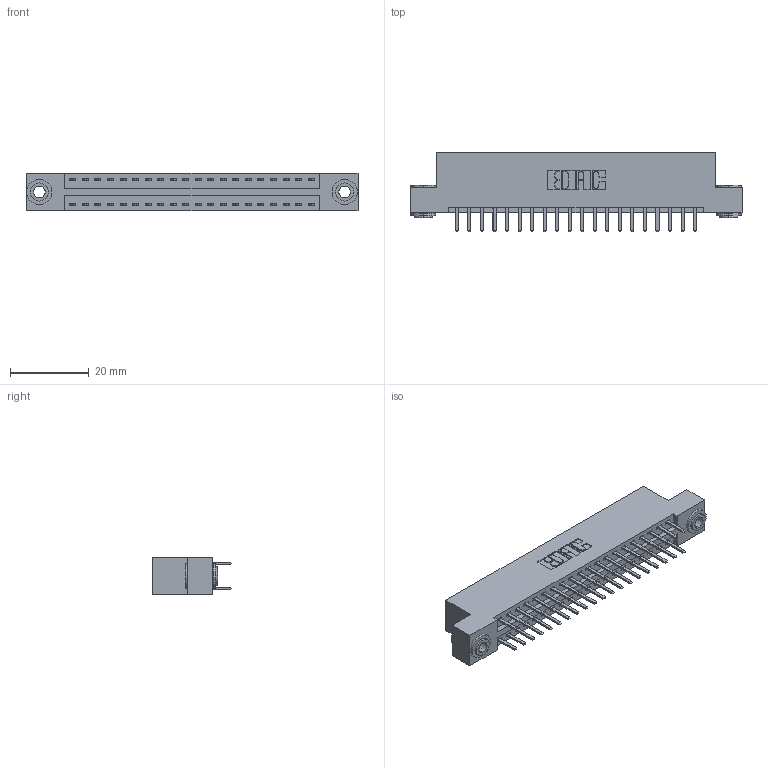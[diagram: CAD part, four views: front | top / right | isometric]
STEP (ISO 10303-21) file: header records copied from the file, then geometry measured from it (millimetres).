
FILE_DESCRIPTION (( 'STEP AP203' ), '1' );
FILE_NAME ('346-040-520-203.STEP', '2022-05-20T01:10:48', ( '' ), ( '' ), 'SwSTEP 2.0', 'SolidWorks 2020', '' );
FILE_SCHEMA (( 'CONFIG_CONTROL_DESIGN' ));
Length unit declared in the file: inch
Products named in the file (4): 345-292-001_345-293-120; 346-040-520-203; 346 Part_Flush Mounting Lugs - 0.156 Dia-TH; 345-250-002_345-250-002-102
Assembly tree (43 placements, depth 2):
  346-040-520-203
    346 Part_Flush Mounting Lugs - 0.156 Dia-TH
    345-292-001_345-293-120  x40
    345-250-002_345-250-002-102  x2
Bounding box: 84.07 x 20.02 x 9.4 mm (x, y, z)
Volume: 8011.1 mm3; surface area: 10873.5 mm2
Topology: 43 solids, 43 shells, 2414 faces, 6961 edges, 4530 vertices
Faces by surface type: plane 1580, cylinder 826, cone 8
Entity records: 17194 total; most frequent: CARTESIAN_POINT 2857, ORIENTED_EDGE 2770, DIRECTION 2587, EDGE_CURVE 1385, LINE 1145, VECTOR 1145, VERTEX_POINT 918, AXIS2_PLACEMENT_3D 721
